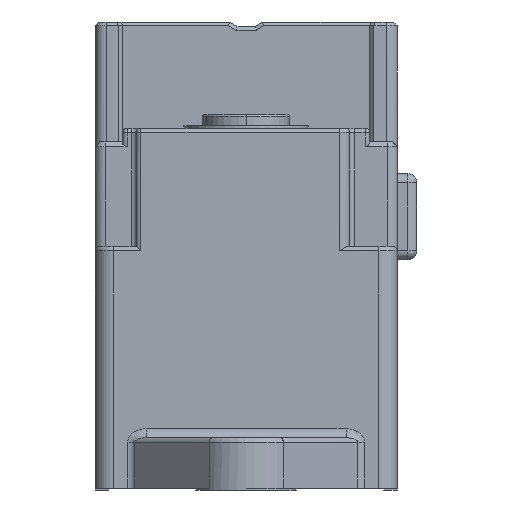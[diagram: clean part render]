
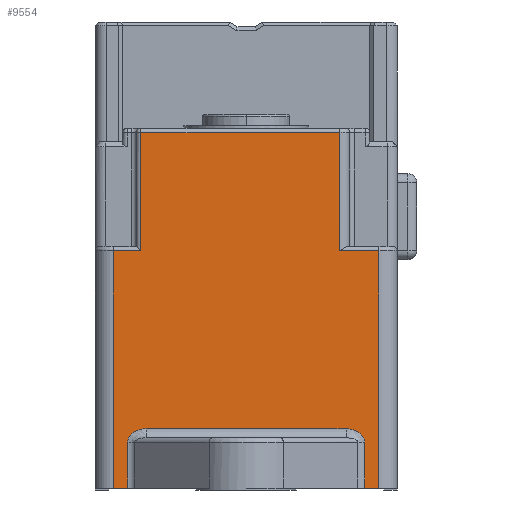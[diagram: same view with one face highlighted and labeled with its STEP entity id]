
A CAD part, left-side view. The second image highlights one B-rep face of the part: STEP entity #9554.
In plain terms, the highlighted face is planar.
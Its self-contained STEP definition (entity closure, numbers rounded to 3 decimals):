
#1327=CARTESIAN_POINT('',(22.5,-10.2,13.));
#1337=DIRECTION('',(0.,1.,0.));
#1338=VECTOR('',#1337,4.3);
#1339=CARTESIAN_POINT('',(22.5,-14.5,13.));
#1340=LINE('',#1339,#1338);
#1341=DIRECTION('',(0.,0.,1.));
#1342=VECTOR('',#1341,12.9);
#1343=CARTESIAN_POINT('',(22.5,-10.2,0.1));
#1344=LINE('',#1343,#1342);
#1345=DIRECTION('',(0.,0.,1.));
#1346=VECTOR('',#1345,25.9);
#1347=CARTESIAN_POINT('',(22.5,-14.5,13.));
#1348=LINE('',#1347,#1346);
#1349=CARTESIAN_POINT('',(22.5,-12.94,33.9));
#1350=CARTESIAN_POINT('',(22.5,-12.94,33.848));
#1351=CARTESIAN_POINT('',(22.5,-12.933,33.743));
#1352=CARTESIAN_POINT('',(22.5,-12.898,33.582));
#1353=CARTESIAN_POINT('',(22.5,-12.837,33.419));
#1354=CARTESIAN_POINT('',(22.5,-12.749,33.257));
#1355=CARTESIAN_POINT('',(22.5,-12.631,33.098));
#1356=CARTESIAN_POINT('',(22.5,-12.482,32.945));
#1357=CARTESIAN_POINT('',(22.5,-12.297,32.8));
#1358=CARTESIAN_POINT('',(22.5,-12.077,32.668));
#1359=CARTESIAN_POINT('',(22.5,-11.823,32.555));
#1360=CARTESIAN_POINT('',(22.5,-11.536,32.468));
#1361=CARTESIAN_POINT('',(22.5,-11.227,32.413));
#1362=CARTESIAN_POINT('',(22.5,-11.014,32.4));
#1363=CARTESIAN_POINT('',(22.5,-10.905,32.4));
#1369=DIRECTION('',(0.,0.,1.));
#1370=VECTOR('',#1369,12.9);
#1371=CARTESIAN_POINT('',(22.5,11.5,0.1));
#1372=LINE('',#1371,#1370);
#1415=CARTESIAN_POINT('',(22.5,11.5,13.));
#1417=DIRECTION('',(0.,1.,0.));
#1418=VECTOR('',#1417,3.);
#1419=CARTESIAN_POINT('',(22.5,11.5,13.));
#1420=LINE('',#1419,#1418);
#1436=DIRECTION('',(0.,0.,1.));
#1437=VECTOR('',#1436,25.9);
#1438=CARTESIAN_POINT('',(22.5,14.5,13.));
#1439=LINE('',#1438,#1437);
#1487=DIRECTION('',(0.,-1.,0.));
#1488=VECTOR('',#1487,1.56);
#1489=CARTESIAN_POINT('',(22.5,14.5,38.9));
#1490=LINE('',#1489,#1488);
#1575=DIRECTION('',(0.,-1.,0.));
#1576=VECTOR('',#1575,1.56);
#1577=CARTESIAN_POINT('',(22.5,-12.94,38.9));
#1578=LINE('',#1577,#1576);
#4730=DIRECTION('',(0.,1.,0.));
#4731=VECTOR('',#4730,21.7);
#4732=CARTESIAN_POINT('',(22.5,-10.2,0.1));
#4733=LINE('',#4732,#4731);
#5076=DIRECTION('',(0.,0.,-1.));
#5077=VECTOR('',#5076,5.);
#5078=CARTESIAN_POINT('',(22.5,12.94,38.9));
#5079=LINE('',#5078,#5077);
#5085=CARTESIAN_POINT('',(22.5,12.94,33.9));
#5086=CARTESIAN_POINT('',(22.5,12.94,33.848));
#5087=CARTESIAN_POINT('',(22.5,12.933,33.743));
#5088=CARTESIAN_POINT('',(22.5,12.898,33.582));
#5089=CARTESIAN_POINT('',(22.5,12.837,33.419));
#5090=CARTESIAN_POINT('',(22.5,12.749,33.257));
#5091=CARTESIAN_POINT('',(22.5,12.632,33.099));
#5092=CARTESIAN_POINT('',(22.5,12.482,32.945));
#5093=CARTESIAN_POINT('',(22.5,12.298,32.8));
#5094=CARTESIAN_POINT('',(22.5,12.078,32.668));
#5095=CARTESIAN_POINT('',(22.5,11.823,32.555));
#5096=CARTESIAN_POINT('',(22.5,11.536,32.468));
#5097=CARTESIAN_POINT('',(22.5,11.227,32.413));
#5098=CARTESIAN_POINT('',(22.5,11.014,32.4));
#5099=CARTESIAN_POINT('',(22.5,10.905,32.4));
#5106=DIRECTION('',(0.,-1.,0.));
#5107=VECTOR('',#5106,21.811);
#5108=CARTESIAN_POINT('',(22.5,10.905,32.4));
#5109=LINE('',#5108,#5107);
#5132=DIRECTION('',(0.,0.,1.));
#5133=VECTOR('',#5132,5.);
#5134=CARTESIAN_POINT('',(22.5,-12.94,33.9));
#5135=LINE('',#5134,#5133);
#6529=CARTESIAN_POINT('',(22.5,11.5,0.1));
#6530=VERTEX_POINT('',#6529);
#6531=CARTESIAN_POINT('',(22.5,-10.2,0.1));
#6532=VERTEX_POINT('',#6531);
#6539=VERTEX_POINT('',#1327);
#6833=CARTESIAN_POINT('',(22.5,14.5,38.9));
#6834=VERTEX_POINT('',#6833);
#6835=CARTESIAN_POINT('',(22.5,12.94,38.9));
#6836=VERTEX_POINT('',#6835);
#6871=CARTESIAN_POINT('',(22.5,-12.94,38.9));
#6872=VERTEX_POINT('',#6871);
#6873=CARTESIAN_POINT('',(22.5,-14.5,38.9));
#6874=VERTEX_POINT('',#6873);
#7329=CARTESIAN_POINT('',(22.5,14.5,13.));
#7330=VERTEX_POINT('',#7329);
#7331=VERTEX_POINT('',#1415);
#7332=CARTESIAN_POINT('',(22.5,-14.5,13.));
#7333=VERTEX_POINT('',#7332);
#7334=CARTESIAN_POINT('',(22.5,-12.94,33.9));
#7335=VERTEX_POINT('',#7334);
#7336=VERTEX_POINT('',#1363);
#7337=CARTESIAN_POINT('',(22.5,10.905,32.4));
#7338=VERTEX_POINT('',#7337);
#7339=VERTEX_POINT('',#5085);
#9521=CARTESIAN_POINT('',(22.5,-16.5,0.));
#9522=DIRECTION('',(1.,0.,0.));
#9523=DIRECTION('',(0.,1.,0.));
#9524=AXIS2_PLACEMENT_3D('',#9521,#9522,#9523);
#9525=PLANE('',#9524);
#9527=ORIENTED_EDGE('',*,*,#9526,.F.);
#9529=ORIENTED_EDGE('',*,*,#9528,.F.);
#9530=ORIENTED_EDGE('',*,*,#9500,.T.);
#9531=ORIENTED_EDGE('',*,*,#9515,.F.);
#9533=ORIENTED_EDGE('',*,*,#9532,.T.);
#9535=ORIENTED_EDGE('',*,*,#9534,.F.);
#9537=ORIENTED_EDGE('',*,*,#9536,.F.);
#9539=ORIENTED_EDGE('',*,*,#9538,.T.);
#9541=ORIENTED_EDGE('',*,*,#9540,.F.);
#9543=ORIENTED_EDGE('',*,*,#9542,.F.);
#9545=ORIENTED_EDGE('',*,*,#9544,.F.);
#9547=ORIENTED_EDGE('',*,*,#9546,.F.);
#9549=ORIENTED_EDGE('',*,*,#9548,.F.);
#9551=ORIENTED_EDGE('',*,*,#9550,.F.);
#9552=EDGE_LOOP('',(#9527,#9529,#9530,#9531,#9533,#9535,#9537,#9539,#9541,#9543,
#9545,#9547,#9549,#9551));
#9553=FACE_OUTER_BOUND('',#9552,.F.);
#9554=ADVANCED_FACE('',(#9553),#9525,.T.);
#1364=B_SPLINE_CURVE_WITH_KNOTS('',3,(#1349,#1350,#1351,#1352,#1353,#1354,#1355,
#1356,#1357,#1358,#1359,#1360,#1361,#1362,#1363),.UNSPECIFIED.,.F.,.F.,(4,1,1,1,
1,1,1,1,1,1,1,1,4),(0.,0.083,0.167,0.25,
0.333,0.417,0.5,0.583,0.667,
0.75,0.833,0.917,1.),.UNSPECIFIED.);
#5100=B_SPLINE_CURVE_WITH_KNOTS('',3,(#5085,#5086,#5087,#5088,#5089,#5090,#5091,
#5092,#5093,#5094,#5095,#5096,#5097,#5098,#5099),.UNSPECIFIED.,.F.,.F.,(4,1,1,1,
1,1,1,1,1,1,1,1,4),(0.,0.083,0.167,0.25,
0.333,0.417,0.5,0.583,0.667,
0.75,0.833,0.917,1.),.UNSPECIFIED.);
#9500=EDGE_CURVE('',#6532,#6539,#1344,.T.);
#9515=EDGE_CURVE('',#7333,#6539,#1340,.T.);
#9526=EDGE_CURVE('',#6530,#7331,#1372,.T.);
#9528=EDGE_CURVE('',#6532,#6530,#4733,.T.);
#9532=EDGE_CURVE('',#7333,#6874,#1348,.T.);
#9534=EDGE_CURVE('',#6872,#6874,#1578,.T.);
#9536=EDGE_CURVE('',#7335,#6872,#5135,.T.);
#9538=EDGE_CURVE('',#7335,#7336,#1364,.T.);
#9540=EDGE_CURVE('',#7338,#7336,#5109,.T.);
#9542=EDGE_CURVE('',#7339,#7338,#5100,.T.);
#9544=EDGE_CURVE('',#6836,#7339,#5079,.T.);
#9546=EDGE_CURVE('',#6834,#6836,#1490,.T.);
#9548=EDGE_CURVE('',#7330,#6834,#1439,.T.);
#9550=EDGE_CURVE('',#7331,#7330,#1420,.T.);
